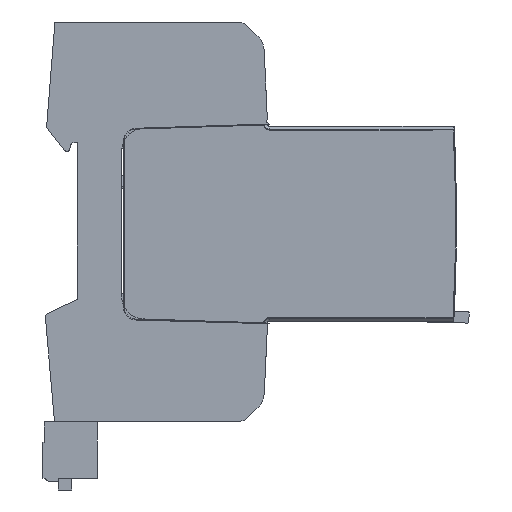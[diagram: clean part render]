
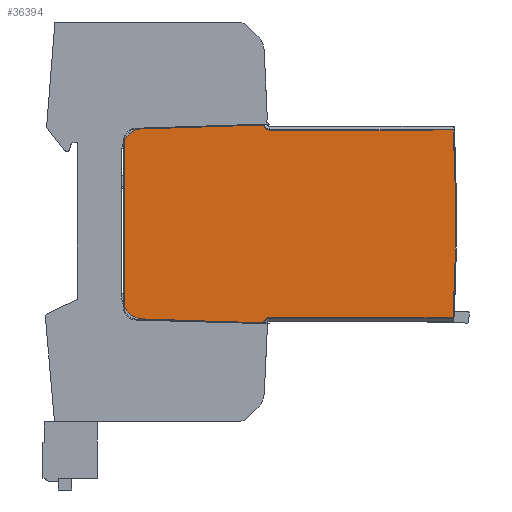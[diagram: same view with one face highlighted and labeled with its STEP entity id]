
A CAD part, left-side view. The second image highlights one B-rep face of the part: STEP entity #36394.
In plain terms, the highlighted face is planar.
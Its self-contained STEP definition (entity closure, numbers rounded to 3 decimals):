
#25499=CARTESIAN_POINT('',(9.,-342.811,0.));
#25500=DIRECTION('',(-1.,0.,0.));
#25501=DIRECTION('',(0.,0.999,0.049));
#25502=AXIS2_PLACEMENT_3D('',#25499,#25500,#25501);
#25507=CARTESIAN_POINT('',(9.,33.,-23.25));
#25508=DIRECTION('',(1.,0.,0.));
#25509=DIRECTION('',(0.,0.,1.));
#25510=AXIS2_PLACEMENT_3D('',#25507,#25508,#25509);
#25515=CARTESIAN_POINT('',(9.,33.,-23.25));
#25516=DIRECTION('',(1.,0.,0.));
#25517=DIRECTION('',(0.,-0.706,0.708));
#25518=AXIS2_PLACEMENT_3D('',#25515,#25516,#25517);
#25523=DIRECTION('',(0.,-1.,0.028));
#25524=VECTOR('',#25523,28.592);
#25525=CARTESIAN_POINT('',(9.,31.503,-23.05));
#25526=LINE('',#25525,#25524);
#25530=CARTESIAN_POINT('',(9.,3.,-19.45));
#25531=DIRECTION('',(-1.,0.,0.));
#25532=DIRECTION('',(0.,-0.028,-1.));
#25533=AXIS2_PLACEMENT_3D('',#25530,#25531,#25532);
#25538=CARTESIAN_POINT('',(9.,3.,17.844));
#25539=DIRECTION('',(-1.,0.,0.));
#25540=DIRECTION('',(0.,-1.,0.));
#25541=AXIS2_PLACEMENT_3D('',#25538,#25539,#25540);
#25546=DIRECTION('',(0.,0.999,0.032));
#25547=VECTOR('',#25546,28.606);
#25548=CARTESIAN_POINT('',(9.,2.911,20.642));
#25549=LINE('',#25548,#25547);
#25553=CARTESIAN_POINT('',(9.,33.,21.75));
#25554=DIRECTION('',(1.,0.,0.));
#25555=DIRECTION('',(0.,-0.989,-0.15));
#25556=AXIS2_PLACEMENT_3D('',#25553,#25554,#25555);
#25592=DIRECTION('',(0.,1.,0.));
#25593=VECTOR('',#25592,41.413);
#25594=CARTESIAN_POINT('',(9.,33.,-21.917));
#25595=LINE('',#25594,#25593);
#25770=DIRECTION('',(0.,1.,0.));
#25771=VECTOR('',#25770,0.179);
#25772=CARTESIAN_POINT('',(9.,31.503,-23.05));
#25773=LINE('',#25772,#25771);
#25901=DIRECTION('',(0.,0.,-1.));
#25902=VECTOR('',#25901,37.294);
#25903=CARTESIAN_POINT('',(9.,0.2,17.844));
#25904=LINE('',#25903,#25902);
#25938=DIRECTION('',(0.,-1.,0.));
#25939=VECTOR('',#25938,41.489);
#25940=CARTESIAN_POINT('',(9.,74.489,20.417));
#25941=LINE('',#25940,#25939);
#25991=DIRECTION('',(0.,-1.,0.));
#25992=VECTOR('',#25991,0.179);
#25993=CARTESIAN_POINT('',(9.,31.682,21.55));
#25994=LINE('',#25993,#25992);
#32383=CARTESIAN_POINT('',(9.,0.2,17.844));
#32384=CARTESIAN_POINT('',(9.,2.911,20.642));
#32385=VERTEX_POINT('',#32383);
#32386=VERTEX_POINT('',#32384);
#32387=CARTESIAN_POINT('',(9.,74.489,20.417));
#32388=CARTESIAN_POINT('',(9.,74.413,-21.917));
#32389=VERTEX_POINT('',#32387);
#32390=VERTEX_POINT('',#32388);
#32391=CARTESIAN_POINT('',(9.,33.,-21.917));
#32392=VERTEX_POINT('',#32391);
#32393=CARTESIAN_POINT('',(9.,32.058,-22.307));
#32394=VERTEX_POINT('',#32393);
#32395=CARTESIAN_POINT('',(9.,31.682,-23.05));
#32396=VERTEX_POINT('',#32395);
#32397=CARTESIAN_POINT('',(9.,31.503,-23.05));
#32398=VERTEX_POINT('',#32397);
#32399=CARTESIAN_POINT('',(9.,2.922,-22.249));
#32400=VERTEX_POINT('',#32399);
#32401=CARTESIAN_POINT('',(9.,0.2,-19.45));
#32402=VERTEX_POINT('',#32401);
#32403=CARTESIAN_POINT('',(9.,31.503,21.55));
#32404=VERTEX_POINT('',#32403);
#32405=CARTESIAN_POINT('',(9.,31.682,21.55));
#32406=VERTEX_POINT('',#32405);
#32407=CARTESIAN_POINT('',(9.,33.,20.417));
#32408=VERTEX_POINT('',#32407);
#36362=CARTESIAN_POINT('',(9.,0.,20.75));
#36363=DIRECTION('',(1.,0.,0.));
#36364=DIRECTION('',(0.,0.,-1.));
#36365=AXIS2_PLACEMENT_3D('',#36362,#36363,#36364);
#36366=PLANE('',#36365);
#36368=ORIENTED_EDGE('',*,*,#36367,.T.);
#36370=ORIENTED_EDGE('',*,*,#36369,.F.);
#36372=ORIENTED_EDGE('',*,*,#36371,.T.);
#36374=ORIENTED_EDGE('',*,*,#36373,.T.);
#36376=ORIENTED_EDGE('',*,*,#36375,.F.);
#36378=ORIENTED_EDGE('',*,*,#36377,.T.);
#36380=ORIENTED_EDGE('',*,*,#36379,.T.);
#36382=ORIENTED_EDGE('',*,*,#36381,.F.);
#36383=ORIENTED_EDGE('',*,*,#36345,.T.);
#36385=ORIENTED_EDGE('',*,*,#36384,.T.);
#36387=ORIENTED_EDGE('',*,*,#36386,.F.);
#36389=ORIENTED_EDGE('',*,*,#36388,.T.);
#36391=ORIENTED_EDGE('',*,*,#36390,.F.);
#36392=EDGE_LOOP('',(#36368,#36370,#36372,#36374,#36376,#36378,#36380,#36382,
#36383,#36385,#36387,#36389,#36391));
#36393=FACE_OUTER_BOUND('',#36392,.F.);
#25503=CIRCLE('',#25502,417.8);
#25511=CIRCLE('',#25510,1.333);
#25519=CIRCLE('',#25518,1.333);
#25534=CIRCLE('',#25533,2.8);
#25542=CIRCLE('',#25541,2.8);
#25557=CIRCLE('',#25556,1.333);
#36345=EDGE_CURVE('',#32385,#32386,#25542,.T.);
#36367=EDGE_CURVE('',#32389,#32390,#25503,.T.);
#36369=EDGE_CURVE('',#32392,#32390,#25595,.T.);
#36371=EDGE_CURVE('',#32392,#32394,#25511,.T.);
#36373=EDGE_CURVE('',#32394,#32396,#25519,.T.);
#36375=EDGE_CURVE('',#32398,#32396,#25773,.T.);
#36377=EDGE_CURVE('',#32398,#32400,#25526,.T.);
#36379=EDGE_CURVE('',#32400,#32402,#25534,.T.);
#36381=EDGE_CURVE('',#32385,#32402,#25904,.T.);
#36384=EDGE_CURVE('',#32386,#32404,#25549,.T.);
#36386=EDGE_CURVE('',#32406,#32404,#25994,.T.);
#36388=EDGE_CURVE('',#32406,#32408,#25557,.T.);
#36390=EDGE_CURVE('',#32389,#32408,#25941,.T.);
#36394=ADVANCED_FACE('',(#36393),#36366,.T.);
